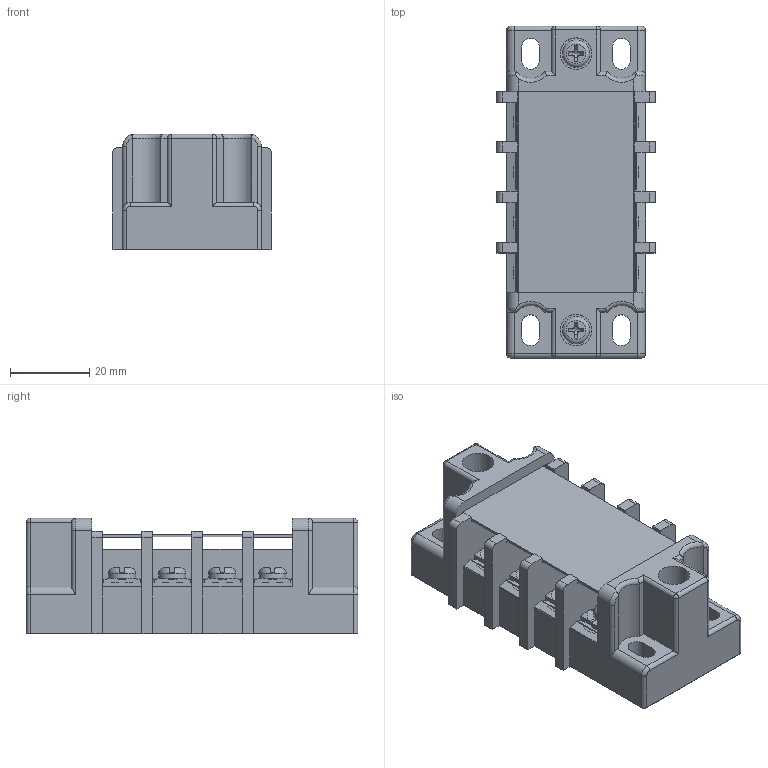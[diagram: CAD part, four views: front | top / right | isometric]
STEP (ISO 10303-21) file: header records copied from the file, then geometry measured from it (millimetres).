
FILE_DESCRIPTION( ( 'Unknown' ), '1' );
FILE_NAME( 'TFDM-A04.stp', 'Unknown', ( 'Unknown' ), ( 'Unknown' ), 'XStep 1.0', 'Unknown', ' ' );
FILE_SCHEMA( ( 'automotive_design' ) );
Length unit declared in the file: millimetre
Products named in the file (1): 1
Bounding box: 40.2 x 84 x 29.25 mm (x, y, z)
Volume: 54429.4 mm3; surface area: 25163.2 mm2
Topology: 1 solids, 1 shells, 1348 faces, 3739 edges, 2339 vertices
Faces by surface type: plane 726, cylinder 236, bspline 232, revolution 72, cone 50, torus 28, sphere 4
Full cylindrical faces by diameter (mm): 0.001 x8, 4.281 x2, 6.9 x10, 8 x2
Entity records: 47090 total; most frequent: CARTESIAN_POINT 16640, ORIENTED_EDGE 7164, DIRECTION 5136, EDGE_CURVE 3582, VERTEX_POINT 2304, AXIS2_PLACEMENT_3D 1713, LINE 1638, VECTOR 1638
